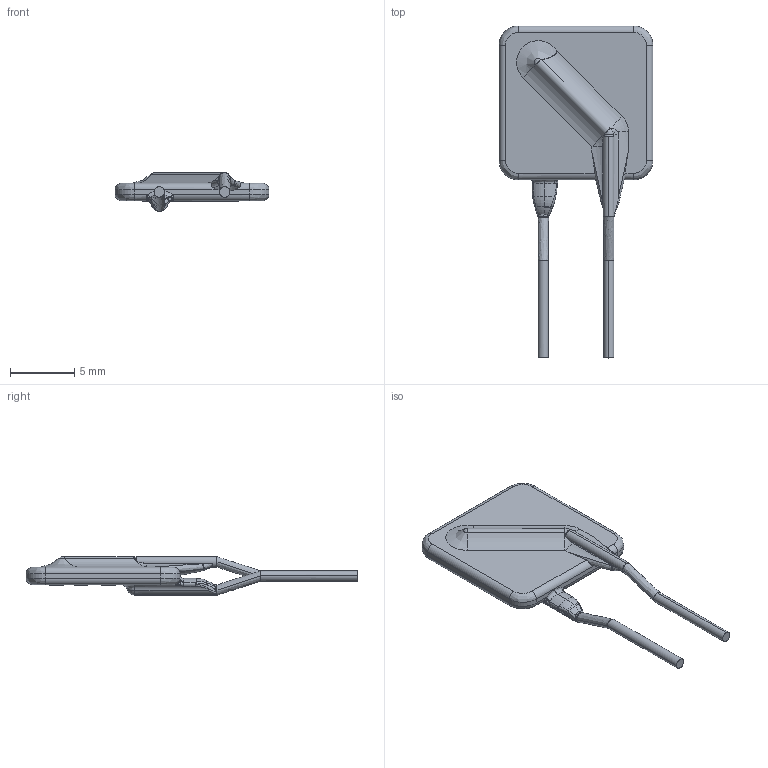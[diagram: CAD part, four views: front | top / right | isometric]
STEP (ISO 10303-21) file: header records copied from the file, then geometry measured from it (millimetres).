
FILE_DESCRIPTION (( 'STEP AP214' ), '1' );
FILE_NAME ('70C0330B-FEDB-4F3F-9480-FDFD6CD04A45.STEP', '2023-06-14T10:13:19', ( '' ), ( '' ), 'SwSTEP 2.0', 'SolidWorks 2022', '' );
FILE_SCHEMA (( 'AUTOMOTIVE_DESIGN' ));
Length unit declared in the file: millimetre
Products named in the file (1): 70C0330B-FEDB-4F3F-9480-FDFD6CD04A45
Bounding box: 12 x 25.9 x 3.04 mm (x, y, z)
Volume: 227.2 mm3; surface area: 425.3 mm2
Topology: 1 solids, 1 shells, 282 faces, 747 edges, 474 vertices
Faces by surface type: bspline 130, plane 86, cylinder 52, torus 8, cone 6
Entity records: 11668 total; most frequent: CARTESIAN_POINT 5516, ORIENTED_EDGE 1482, DIRECTION 814, EDGE_CURVE 741, VERTEX_POINT 474, B_SPLINE_CURVE_WITH_KNOTS 317, VECTOR 314, LINE 314
